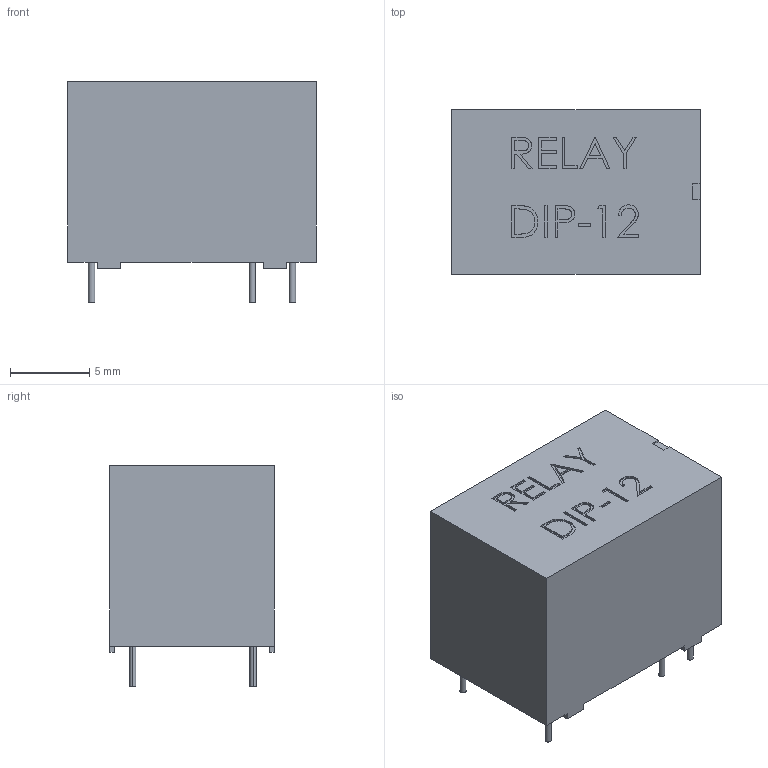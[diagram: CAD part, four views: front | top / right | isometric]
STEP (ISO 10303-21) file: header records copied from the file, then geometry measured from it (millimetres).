
FILE_DESCRIPTION (( 'STEP AP214' ), '1' );
FILE_NAME ('RL-DIP12.STEP', '2008-07-28T04:24:48', ( 'Chinese User' ), ( 'Chinese ORG' ), 'SwSTEP 2.0', 'SolidWorks 2005204', '' );
FILE_SCHEMA (( 'AUTOMOTIVE_DESIGN' ));
Length unit declared in the file: millimetre
Products named in the file (1): RL-DIP12
Bounding box: 15.7 x 10.4 x 13.94 mm (x, y, z)
Volume: 1863.2 mm3; surface area: 956.6 mm2
Topology: 7 solids, 7 shells, 172 faces, 429 edges, 286 vertices
Faces by surface type: plane 136, bspline 24, cylinder 12
Entity records: 7652 total; most frequent: CARTESIAN_POINT 3264, ORIENTED_EDGE 858, DIRECTION 703, EDGE_CURVE 429, VECTOR 357, LINE 357, VERTEX_POINT 286, EDGE_LOOP 187
